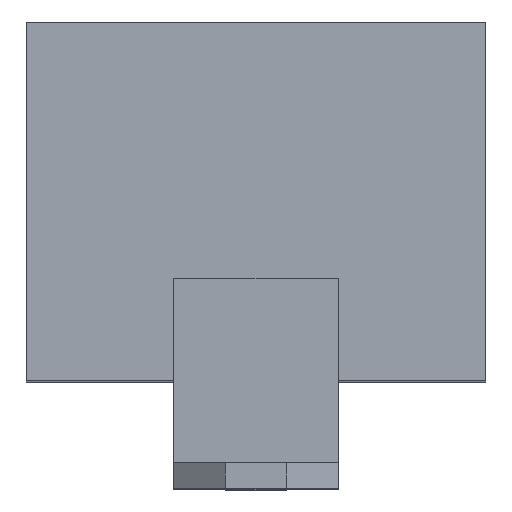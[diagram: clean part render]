
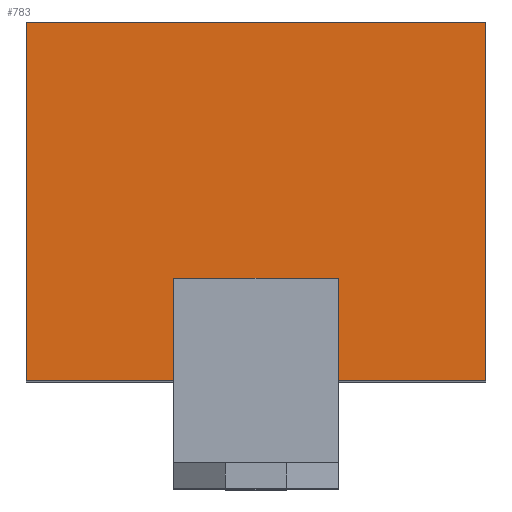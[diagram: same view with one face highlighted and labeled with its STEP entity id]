
A CAD part, top view. The second image highlights one B-rep face of the part: STEP entity #783.
In plain terms, the highlighted planar face has unit normal (0, 0, 1).
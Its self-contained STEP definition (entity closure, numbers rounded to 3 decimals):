
#3 = ORIENTED_EDGE ( 'NONE', *, *, #1061, .T. ) ;
#10 = VERTEX_POINT ( 'NONE', #1145 ) ;
#35 = EDGE_LOOP ( 'NONE', ( #1057, #1015, #912, #1054 ) ) ;
#53 = VERTEX_POINT ( 'NONE', #1234 ) ;
#86 = VERTEX_POINT ( 'NONE', #1305 ) ;
#99 = VERTEX_POINT ( 'NONE', #1575 ) ;
#108 = ORIENTED_EDGE ( 'NONE', *, *, #1619, .T. ) ;
#148 = CARTESIAN_POINT ( 'NONE',  ( -0.8, 2.05, 3.75 ) ) ;
#409 = LINE ( 'NONE', #410, #411 ) ;
#410 = CARTESIAN_POINT ( 'NONE',  ( -2.24, 4.55, 3.75 ) ) ;
#411 = VECTOR ( 'NONE', #412, 1000. ) ;
#412 = DIRECTION ( 'NONE',  ( 0., -1., 0. ) ) ;
#433 = VERTEX_POINT ( 'NONE', #614 ) ;
#477 = LINE ( 'NONE', #478, #479 ) ;
#478 = CARTESIAN_POINT ( 'NONE',  ( -0.8, 2.05, 3.75 ) ) ;
#479 = VECTOR ( 'NONE', #480, 1000. ) ;
#480 = DIRECTION ( 'NONE',  ( 0., 1., 0. ) ) ;
#552 = LINE ( 'NONE', #553, #554 ) ;
#553 = CARTESIAN_POINT ( 'NONE',  ( -2.24, 4.55, 3.75 ) ) ;
#554 = VECTOR ( 'NONE', #555, 1000. ) ;
#555 = DIRECTION ( 'NONE',  ( 1., 0., 0. ) ) ;
#614 = CARTESIAN_POINT ( 'NONE',  ( 2.24, 1.05, 3.75 ) ) ;
#783 = ADVANCED_FACE ( 'NONE', ( #1512, #1513 ), #1529, .F. ) ;
#824 = EDGE_CURVE ( 'NONE', #86, #909, #1077, .T. ) ;
#842 = ORIENTED_EDGE ( 'NONE', *, *, #824, .F. ) ;
#844 = EDGE_CURVE ( 'NONE', #10, #86, #1194, .T. ) ;
#846 = VERTEX_POINT ( 'NONE', #1207 ) ;
#900 = EDGE_CURVE ( 'NONE', #846, #433, #1590, .T. ) ;
#901 = EDGE_LOOP ( 'NONE', ( #3, #108, #842, #1063 ) ) ;
#909 = VERTEX_POINT ( 'NONE', #148 ) ;
#912 = ORIENTED_EDGE ( 'NONE', *, *, #949, .F. ) ;
#930 = EDGE_CURVE ( 'NONE', #53, #846, #409, .T. ) ;
#949 = EDGE_CURVE ( 'NONE', #53, #99, #552, .T. ) ;
#1002 = VERTEX_POINT ( 'NONE', #1581 ) ;
#1015 = ORIENTED_EDGE ( 'NONE', *, *, #1047, .F. ) ;
#1047 = EDGE_CURVE ( 'NONE', #99, #433, #1168, .T. ) ;
#1054 = ORIENTED_EDGE ( 'NONE', *, *, #930, .T. ) ;
#1057 = ORIENTED_EDGE ( 'NONE', *, *, #900, .T. ) ;
#1061 = EDGE_CURVE ( 'NONE', #10, #1002, #1221, .T. ) ;
#1063 = ORIENTED_EDGE ( 'NONE', *, *, #844, .F. ) ;
#1077 = LINE ( 'NONE', #1078, #1079 ) ;
#1078 = CARTESIAN_POINT ( 'NONE',  ( 0.8, 2.05, 3.75 ) ) ;
#1079 = VECTOR ( 'NONE', #1080, 1000. ) ;
#1080 = DIRECTION ( 'NONE',  ( -1., 0., 0. ) ) ;
#1145 = CARTESIAN_POINT ( 'NONE',  ( 0.8, 1.8, 3.75 ) ) ;
#1168 = LINE ( 'NONE', #1169, #1170 ) ;
#1169 = CARTESIAN_POINT ( 'NONE',  ( 2.24, 4.55, 3.75 ) ) ;
#1170 = VECTOR ( 'NONE', #1171, 1000. ) ;
#1171 = DIRECTION ( 'NONE',  ( 0., -1., 0. ) ) ;
#1194 = LINE ( 'NONE', #1195, #1196 ) ;
#1195 = CARTESIAN_POINT ( 'NONE',  ( 0.8, 2.05, 3.75 ) ) ;
#1196 = VECTOR ( 'NONE', #1197, 1000. ) ;
#1197 = DIRECTION ( 'NONE',  ( 0., 1., 0. ) ) ;
#1207 = CARTESIAN_POINT ( 'NONE',  ( -2.24, 1.05, 3.75 ) ) ;
#1221 = LINE ( 'NONE', #1222, #1223 ) ;
#1222 = CARTESIAN_POINT ( 'NONE',  ( 0.8, 1.8, 3.75 ) ) ;
#1223 = VECTOR ( 'NONE', #1224, 1000. ) ;
#1224 = DIRECTION ( 'NONE',  ( -1., 0., 0. ) ) ;
#1234 = CARTESIAN_POINT ( 'NONE',  ( -2.24, 4.55, 3.75 ) ) ;
#1305 = CARTESIAN_POINT ( 'NONE',  ( 0.8, 2.05, 3.75 ) ) ;
#1512 = FACE_BOUND ( 'NONE', #901, .T. ) ;
#1513 = FACE_OUTER_BOUND ( 'NONE', #35, .T. ) ;
#1529 = PLANE ( 'NONE',  #1530 ) ;
#1530 = AXIS2_PLACEMENT_3D ( 'NONE', #1531, #1532, #1533 ) ;
#1531 = CARTESIAN_POINT ( 'NONE',  ( -2.24, 4.55, 3.75 ) ) ;
#1532 = DIRECTION ( 'NONE',  ( 0., 0., -1. ) ) ;
#1533 = DIRECTION ( 'NONE',  ( -1., 0., 0. ) ) ;
#1575 = CARTESIAN_POINT ( 'NONE',  ( 2.24, 4.55, 3.75 ) ) ;
#1581 = CARTESIAN_POINT ( 'NONE',  ( -0.8, 1.8, 3.75 ) ) ;
#1590 = LINE ( 'NONE', #1591, #1592 ) ;
#1591 = CARTESIAN_POINT ( 'NONE',  ( -2.24, 1.05, 3.75 ) ) ;
#1592 = VECTOR ( 'NONE', #1593, 1000. ) ;
#1593 = DIRECTION ( 'NONE',  ( 1., 0., 0. ) ) ;
#1619 = EDGE_CURVE ( 'NONE', #1002, #909, #477, .T. ) ;
